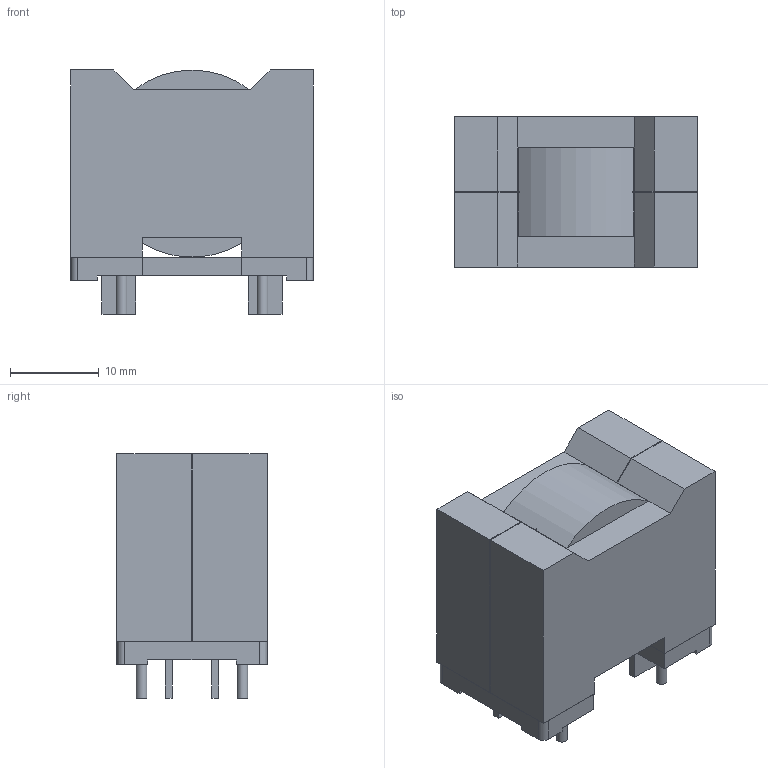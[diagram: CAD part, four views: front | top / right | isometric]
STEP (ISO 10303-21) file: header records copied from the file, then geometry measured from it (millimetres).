
FILE_DESCRIPTION(/* description */ (''),/* implementation_level */ '2;1');
FILE_NAME(/* name */ 'IND_COILCRAFT_AGP29238.stp',/* time_stamp */ '2016-09-14T14:26:12+02:00',/* author */ ('jchouvet'),/* organization */ ('SolidWorks'),/* preprocessor_version */ 'ST-DEVELOPER v16.1',/* originating_system */ 'AutoCAD Mechanical',/* authorisation */ '');
FILE_SCHEMA (('AUTOMOTIVE_DESIGN { 1 0 10303 214 3 1 1 }'));
Length unit declared in the file: millimetre
Products named in the file (1): Product
Bounding box: 27.43 x 16.97 x 27.55 mm (x, y, z)
Volume: 9996.4 mm3; surface area: 5555.9 mm2
Topology: 11 solids, 11 shells, 92 faces, 210 edges, 140 vertices
Faces by surface type: plane 82, cylinder 10
Full cylindrical faces by diameter (mm): 1.22 x4
Entity records: 2577 total; most frequent: CARTESIAN_POINT 439, ORIENTED_EDGE 412, DIRECTION 412, EDGE_CURVE 206, LINE 186, VECTOR 186, VERTEX_POINT 140, AXIS2_PLACEMENT_3D 113
